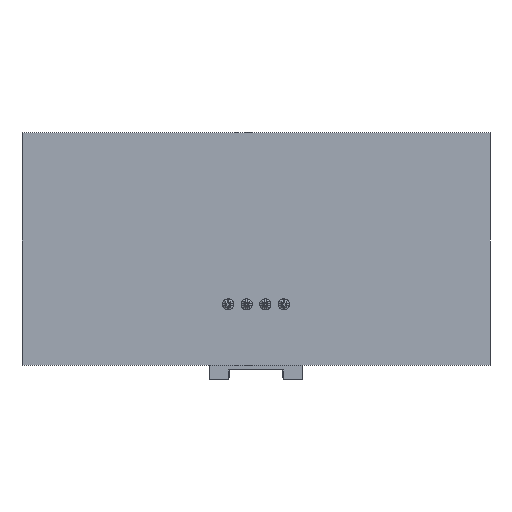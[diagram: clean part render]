
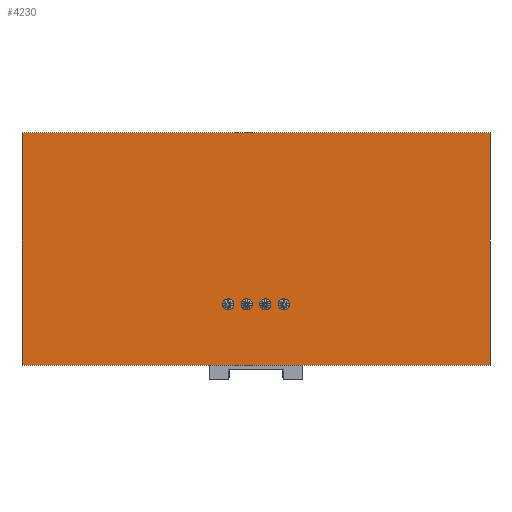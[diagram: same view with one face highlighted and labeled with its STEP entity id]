
A CAD part, front view. The second image highlights one B-rep face of the part: STEP entity #4230.
In plain terms, the highlighted planar face has unit normal (0, -1, 0).
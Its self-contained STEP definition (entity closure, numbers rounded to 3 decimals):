
#274=FACE_OUTER_BOUND('',#524,.T.);
#524=EDGE_LOOP('',(#2671,#2672,#2673,#2674));
#781=LINE('',#5956,#1223);
#785=LINE('',#5964,#1227);
#788=LINE('',#5970,#1230);
#791=LINE('',#5975,#1233);
#1223=VECTOR('',#4841,25.);
#1227=VECTOR('',#4847,50.3);
#1230=VECTOR('',#4852,25.);
#1233=VECTOR('',#4857,50.3);
#1665=VERTEX_POINT('',#5954);
#1666=VERTEX_POINT('',#5955);
#1669=VERTEX_POINT('',#5963);
#1671=VERTEX_POINT('',#5969);
#2043=EDGE_CURVE('',#1665,#1666,#781,.T.);
#2047=EDGE_CURVE('',#1666,#1669,#785,.T.);
#2050=EDGE_CURVE('',#1669,#1671,#788,.T.);
#2053=EDGE_CURVE('',#1671,#1665,#791,.T.);
#2671=ORIENTED_EDGE('',*,*,#2043,.F.);
#2672=ORIENTED_EDGE('',*,*,#2053,.F.);
#2673=ORIENTED_EDGE('',*,*,#2050,.F.);
#2674=ORIENTED_EDGE('',*,*,#2047,.F.);
#3866=PLANE('',#4507);
#4230=ADVANCED_FACE('',(#274),#3866,.F.);
#4507=AXIS2_PLACEMENT_3D('',#5982,#4865,#4866);
#4841=DIRECTION('',(0.,0.,1.));
#4847=DIRECTION('',(1.,0.,0.));
#4852=DIRECTION('',(0.,0.,-1.));
#4857=DIRECTION('',(-1.,0.,0.));
#4865=DIRECTION('center_axis',(0.,1.,0.));
#4866=DIRECTION('ref_axis',(0.,0.,1.));
#5954=CARTESIAN_POINT('',(-25.15,0.,-12.5));
#5955=CARTESIAN_POINT('',(-25.15,0.,12.5));
#5956=CARTESIAN_POINT('',(-25.15,0.,-12.5));
#5963=CARTESIAN_POINT('',(25.15,0.,12.5));
#5964=CARTESIAN_POINT('',(-25.15,0.,12.5));
#5969=CARTESIAN_POINT('',(25.15,0.,-12.5));
#5970=CARTESIAN_POINT('',(25.15,0.,12.5));
#5975=CARTESIAN_POINT('',(25.15,0.,-12.5));
#5982=CARTESIAN_POINT('Origin',(0.,0.,0.));
